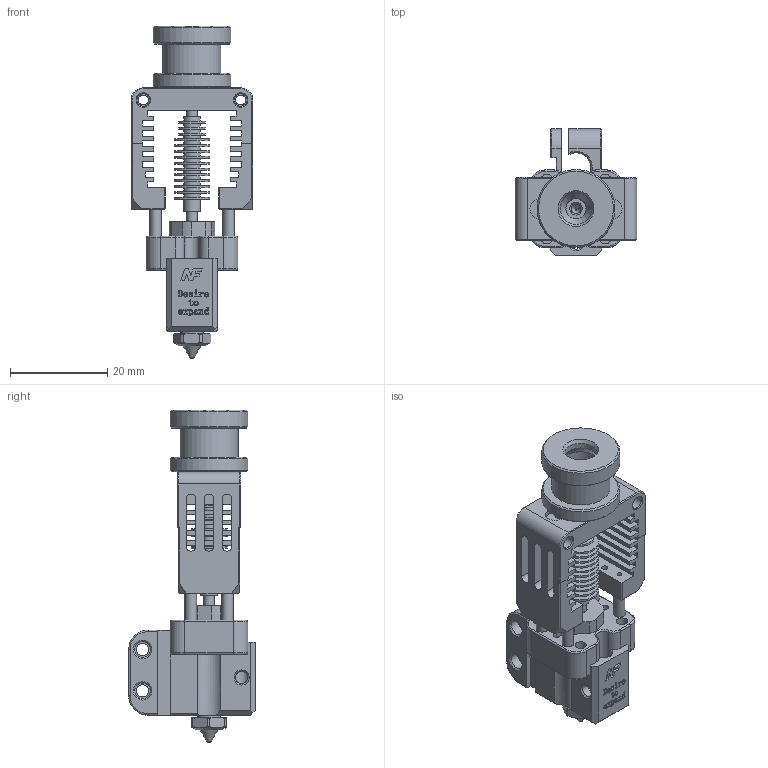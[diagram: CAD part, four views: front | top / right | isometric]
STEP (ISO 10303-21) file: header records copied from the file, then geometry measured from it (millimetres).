
FILE_DESCRIPTION(/* description */ ('Unknown'),/* implementation_level */ '2;1');
FILE_NAME(/* name */ 'èšŠå­ç«å±±',/* time_stamp */ '2021-11-14T12:06:50+08:00',/* author */ ('Unknown'),/* organization */ ('Unknown'),/* preprocessor_version */ 'ST-DEVELOPER v16.7',/* originating_system */ 'DEX',/* authorisation */ $);
FILE_SCHEMA (('AUTOMOTIVE_DESIGN {1 0 10303 214 3 1 1}'));
Length unit declared in the file: millimetre
Products named in the file (9): ÎÃ×Ó; slice-dzµ¼; slice-jrq£¨R£©×ÏÍ­¼Ó; slice-hgºí¨Š; v6½Ó; slice-sr-01ÍâÉ¢; slice-sr-02£¨R£©-2×ÏÍ­; NF Mosquito volcano hot block-A; Åç×ìesentationRefs
Assembly tree (11 placements, depth 2):
  ÎÃ×Ó
    slice-dzµ¼  x4
    slice-jrq£¨R£©×ÏÍ­¼Ó
    slice-hgºí¨Š
    v6½Ó
    slice-sr-01ÍâÉ¢
    slice-sr-02£¨R£©-2×ÏÍ­
    NF Mosquito volcano hot block-A
    Åç×ìesentationRefs
Bounding box: 25 x 26 x 68.2 mm (x, y, z)
Volume: 9468 mm3; surface area: 12441.6 mm2
Topology: 11 solids, 11 shells, 745 faces, 1934 edges, 1234 vertices
Faces by surface type: plane 432, cylinder 170, bspline 75, cone 49, torus 19
Full cylindrical faces by diameter (mm): 0.4 x1, 1 x4, 1.25 x2, 2 x7, 2.05 x8, 2.18 x3, 2.2 x1, 2.35 x4, 2.38 x4, 2.4 x8, 2.5 x3, 2.6 x4, 2.8 x2, 3.1 x1, 3.2 x2, 3.4 x15, 4.1 x1, 4.2 x1, 4.7 x1, 4.8 x1, 5 x2, 5.188 x1, 5.4 x3, 6 x1, 6.5 x1, 7.4 x11, 8.4 x1, 12 x1, 16 x2
Entity records: 29501 total; most frequent: CARTESIAN_POINT 7966, ORIENTED_EDGE 3486, DIRECTION 3309, EDGE_CURVE 1743, VERTEX_POINT 1175, LINE 1125, VECTOR 1125, AXIS2_PLACEMENT_3D 1092
